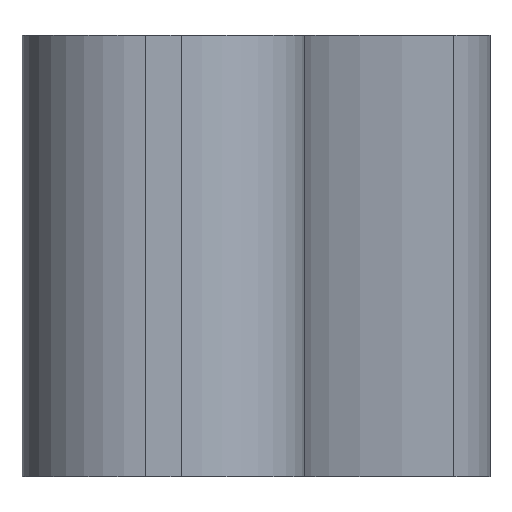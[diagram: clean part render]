
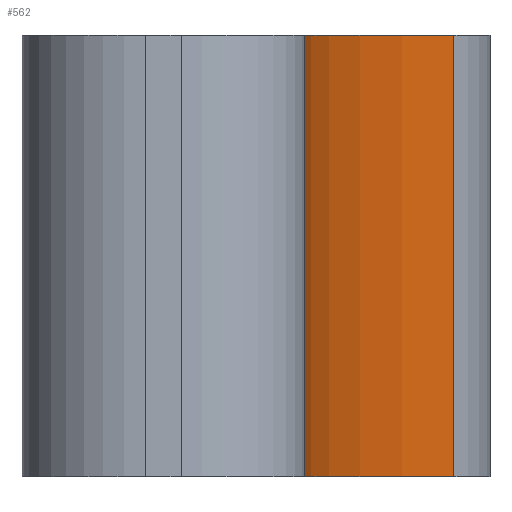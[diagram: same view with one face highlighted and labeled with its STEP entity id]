
A CAD part, left-side view. The second image highlights one B-rep face of the part: STEP entity #562.
In plain terms, the highlighted cylindrical face has radius 12.545 mm (diameter 25.091 mm), a partial arc.
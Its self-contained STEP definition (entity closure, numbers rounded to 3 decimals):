
#30=CIRCLE('',#623,12.545);
#31=CIRCLE('',#624,12.545);
#45=CYLINDRICAL_SURFACE('',#622,12.545);
#140=ORIENTED_EDGE('',*,*,#279,.F.);
#141=ORIENTED_EDGE('',*,*,#280,.F.);
#142=ORIENTED_EDGE('',*,*,#281,.T.);
#143=ORIENTED_EDGE('',*,*,#277,.T.);
#277=EDGE_CURVE('',#337,#336,#393,.T.);
#279=EDGE_CURVE('',#338,#336,#30,.T.);
#280=EDGE_CURVE('',#339,#338,#395,.T.);
#281=EDGE_CURVE('',#339,#337,#31,.T.);
#336=VERTEX_POINT('',#939);
#337=VERTEX_POINT('',#941);
#338=VERTEX_POINT('',#945);
#339=VERTEX_POINT('',#947);
#393=LINE('',#940,#449);
#395=LINE('',#946,#451);
#449=VECTOR('',#769,1000.);
#451=VECTOR('',#775,1000.);
#477=EDGE_LOOP('',(#140,#141,#142,#143));
#511=FACE_BOUND('',#477,.T.);
#562=ADVANCED_FACE('',(#511),#45,.F.);
#622=AXIS2_PLACEMENT_3D('',#943,#771,#772);
#623=AXIS2_PLACEMENT_3D('',#944,#773,#774);
#624=AXIS2_PLACEMENT_3D('',#948,#776,#777);
#769=DIRECTION('',(0.,0.,-1.));
#771=DIRECTION('',(0.,0.,-1.));
#772=DIRECTION('',(1.,0.,0.));
#773=DIRECTION('',(0.,0.,1.));
#774=DIRECTION('',(-1.,0.,0.));
#775=DIRECTION('',(0.,0.,-1.));
#776=DIRECTION('',(0.,0.,1.));
#777=DIRECTION('',(-1.,0.,0.));
#939=CARTESIAN_POINT('',(-25.647,3.9,0.));
#940=CARTESIAN_POINT('',(-25.647,3.9,10.));
#941=CARTESIAN_POINT('',(-25.647,3.9,10.));
#943=CARTESIAN_POINT('',(-25.647,-8.645,10.));
#944=CARTESIAN_POINT('',(-25.647,-8.645,0.));
#945=CARTESIAN_POINT('',(-17.082,0.521,0.));
#946=CARTESIAN_POINT('',(-17.082,0.521,10.));
#947=CARTESIAN_POINT('',(-17.082,0.521,10.));
#948=CARTESIAN_POINT('',(-25.647,-8.645,10.));
